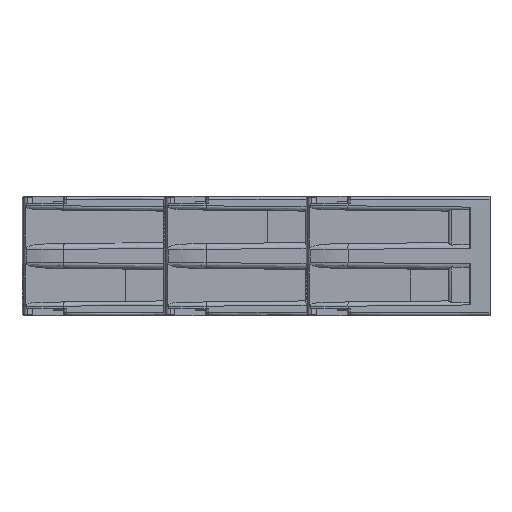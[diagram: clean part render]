
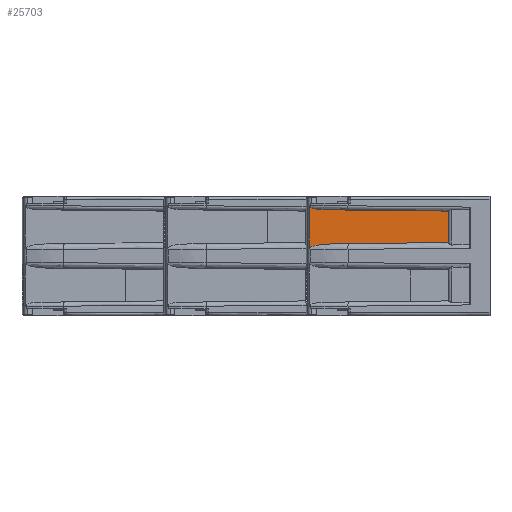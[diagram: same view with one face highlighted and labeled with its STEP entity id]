
A CAD part, left-side view. The second image highlights one B-rep face of the part: STEP entity #25703.
In plain terms, the highlighted planar face has unit normal (-1, 0.009, 0).
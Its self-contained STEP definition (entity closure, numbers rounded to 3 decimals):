
#220 = CARTESIAN_POINT ( 'NONE',  ( -103.22, -4.774, 68.298 ) ) ;
#902 = ORIENTED_EDGE ( 'NONE', *, *, #45255, .T. ) ;
#1696 = EDGE_LOOP ( 'NONE', ( #9486, #24873, #17237, #38386, #22094, #902, #2165 ) ) ;
#1743 = CARTESIAN_POINT ( 'NONE',  ( -103.22, -4.774, 68.298 ) ) ;
#2165 = ORIENTED_EDGE ( 'NONE', *, *, #33301, .F. ) ;
#2206 = VERTEX_POINT ( 'NONE', #61796 ) ;
#2833 = CARTESIAN_POINT ( 'NONE',  ( -103.201, -2.557, 63.304 ) ) ;
#3654 = EDGE_CURVE ( 'NONE', #62650, #14287, #7534, .T. ) ;
#3673 = CARTESIAN_POINT ( 'NONE',  ( -103.204, -2.894, 63.514 ) ) ;
#3885 = CARTESIAN_POINT ( 'NONE',  ( -103.206, -3.118, 63.598 ) ) ;
#4085 = CARTESIAN_POINT ( 'NONE',  ( -103.202, -2.681, 63.406 ) ) ;
#4784 = CARTESIAN_POINT ( 'NONE',  ( -103.204, -2.878, 68.868 ) ) ;
#5284 = VECTOR ( 'NONE', #33645, 1000. ) ;
#5301 = CARTESIAN_POINT ( 'NONE',  ( -103.249, -8.123, 55.681 ) ) ;
#6431 = CARTESIAN_POINT ( 'NONE',  ( -103.217, -4.43, 68.301 ) ) ;
#6852 = CARTESIAN_POINT ( 'NONE',  ( -103.21, -3.574, 68.368 ) ) ;
#6938 = CARTESIAN_POINT ( 'NONE',  ( -103.251, -8.254, 68.261 ) ) ;
#7491 = CARTESIAN_POINT ( 'NONE',  ( -103.359, -20.673, 64.031 ) ) ;
#7534 = LINE ( 'NONE', #23862, #5284 ) ;
#7855 = LINE ( 'NONE', #52884, #32940 ) ;
#8683 = VERTEX_POINT ( 'NONE', #57622 ) ;
#9126 = VECTOR ( 'NONE', #25842, 1000. ) ;
#9486 = ORIENTED_EDGE ( 'NONE', *, *, #3654, .T. ) ;
#10855 = EDGE_CURVE ( 'NONE', #16148, #53131, #45811, .T. ) ;
#11070 = CARTESIAN_POINT ( 'NONE',  ( -103.204, -2.899, 68.504 ) ) ;
#13815 = CARTESIAN_POINT ( 'NONE',  ( -103.233, -6.268, 63.88 ) ) ;
#14287 = VERTEX_POINT ( 'NONE', #36391 ) ;
#16148 = VERTEX_POINT ( 'NONE', #30293 ) ;
#16462 = AXIS2_PLACEMENT_3D ( 'NONE', #5301, #24643, #34644 ) ;
#16479 = DIRECTION ( 'NONE',  ( -0.009, -1., -0.01 ) ) ;
#17237 = ORIENTED_EDGE ( 'NONE', *, *, #60185, .T. ) ;
#20134 = CARTESIAN_POINT ( 'NONE',  ( -103.249, -8.037, 63.899 ) ) ;
#20585 = PLANE ( 'NONE',  #16462 ) ;
#22094 = ORIENTED_EDGE ( 'NONE', *, *, #46225, .T. ) ;
#23617 = DIRECTION ( 'NONE',  ( 0., 0., -1. ) ) ;
#23862 = CARTESIAN_POINT ( 'NONE',  ( -103.359, -20.673, 55.681 ) ) ;
#24039 = VERTEX_POINT ( 'NONE', #220 ) ;
#24643 = DIRECTION ( 'NONE',  ( -1., 0.009, 0. ) ) ;
#24873 = ORIENTED_EDGE ( 'NONE', *, *, #46999, .F. ) ;
#25545 = CARTESIAN_POINT ( 'NONE',  ( -103.202, -2.744, 68.576 ) ) ;
#25703 = ADVANCED_FACE ( 'NONE', ( #46618 ), #20585, .T. ) ;
#25842 = DIRECTION ( 'NONE',  ( 0.009, 1., -0.01 ) ) ;
#27690 = CARTESIAN_POINT ( 'NONE',  ( -103.203, -2.82, 63.482 ) ) ;
#30245 = CARTESIAN_POINT ( 'NONE',  ( -103.205, -3.068, 68.46 ) ) ;
#30293 = CARTESIAN_POINT ( 'NONE',  ( -103.202, -2.744, 68.576 ) ) ;
#32940 = VECTOR ( 'NONE', #23617, 1000. ) ;
#33301 = EDGE_CURVE ( 'NONE', #62650, #8683, #56408, .T. ) ;
#33645 = DIRECTION ( 'NONE',  ( 0., 0., 1. ) ) ;
#34644 = DIRECTION ( 'NONE',  ( -0.009, -1., 0. ) ) ;
#35348 = CARTESIAN_POINT ( 'NONE',  ( -103.208, -3.403, 68.391 ) ) ;
#35989 = CARTESIAN_POINT ( 'NONE',  ( -103.214, -4.087, 68.314 ) ) ;
#36391 = CARTESIAN_POINT ( 'NONE',  ( -103.359, -20.673, 68.131 ) ) ;
#36560 = CARTESIAN_POINT ( 'NONE',  ( -103.201, -2.557, 68.868 ) ) ;
#37914 = CARTESIAN_POINT ( 'NONE',  ( -103.207, -3.271, 63.639 ) ) ;
#38386 = ORIENTED_EDGE ( 'NONE', *, *, #10855, .T. ) ;
#39472 = DIRECTION ( 'NONE',  ( 1., -0.009, 0. ) ) ;
#42598 = B_SPLINE_CURVE_WITH_KNOTS ( 'NONE', 3,
 ( #1743, #6431, #35989, #6852, #35348, #30245, #11070, #25545 ),
 .UNSPECIFIED., .F., .F.,
 ( 4, 2, 2, 4 ),
 ( 0.006, 0.007, 0.007, 0.008 ),
 .UNSPECIFIED. ) ;
#42659 = CARTESIAN_POINT ( 'NONE',  ( -103.201, -2.614, 63.362 ) ) ;
#43079 = CARTESIAN_POINT ( 'NONE',  ( -103.222, -4.999, 63.864 ) ) ;
#45255 = EDGE_CURVE ( 'NONE', #2206, #8683, #51089, .T. ) ;
#45811 = CIRCLE ( 'NONE', #54137, 0.321 ) ;
#46225 = EDGE_CURVE ( 'NONE', #53131, #2206, #7855, .T. ) ;
#46618 = FACE_OUTER_BOUND ( 'NONE', #1696, .T. ) ;
#46999 = EDGE_CURVE ( 'NONE', #24039, #14287, #61850, .T. ) ;
#47956 = CARTESIAN_POINT ( 'NONE',  ( -103.228, -5.634, 63.874 ) ) ;
#48653 = DIRECTION ( 'NONE',  ( -0.009, -1., 0. ) ) ;
#51089 = B_SPLINE_CURVE_WITH_KNOTS ( 'NONE', 3,
 ( #2833, #42659, #4085, #27690, #3673, #3885, #37914, #57559, #57159, #43079, #47956, #13815 ),
 .UNSPECIFIED., .F., .F.,
 ( 4, 2, 2, 2, 2, 4 ),
 ( 0., 0., 0., 0.001, 0.002, 0.004 ),
 .UNSPECIFIED. ) ;
#52728 = VECTOR ( 'NONE', #16479, 1000. ) ;
#52884 = CARTESIAN_POINT ( 'NONE',  ( -103.201, -2.557, 54.521 ) ) ;
#53131 = VERTEX_POINT ( 'NONE', #36560 ) ;
#54137 = AXIS2_PLACEMENT_3D ( 'NONE', #4784, #39472, #48653 ) ;
#56408 = LINE ( 'NONE', #20134, #9126 ) ;
#57159 = CARTESIAN_POINT ( 'NONE',  ( -103.214, -4.051, 63.78 ) ) ;
#57559 = CARTESIAN_POINT ( 'NONE',  ( -103.211, -3.734, 63.741 ) ) ;
#57622 = CARTESIAN_POINT ( 'NONE',  ( -103.233, -6.268, 63.88 ) ) ;
#60185 = EDGE_CURVE ( 'NONE', #24039, #16148, #42598, .T. ) ;
#61796 = CARTESIAN_POINT ( 'NONE',  ( -103.201, -2.557, 63.304 ) ) ;
#61850 = LINE ( 'NONE', #6938, #52728 ) ;
#62650 = VERTEX_POINT ( 'NONE', #7491 ) ;
